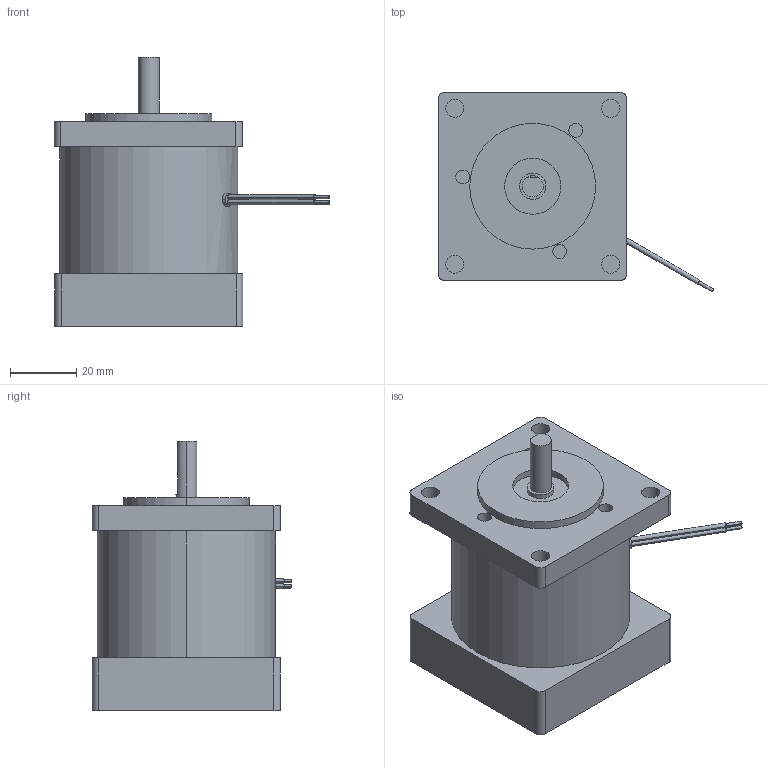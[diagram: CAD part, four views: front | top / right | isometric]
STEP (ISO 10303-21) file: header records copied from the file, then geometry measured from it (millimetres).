
FILE_DESCRIPTION (( 'STEP AP214' ), '1' );
FILE_NAME ('BPC-023-24-026, Brake 57 mm 0.8 N-m.STEP', '2023-06-26T18:10:50', ( '' ), ( '' ), 'SwSTEP 2.0', 'SolidWorks 2019', '' );
FILE_SCHEMA (( 'AUTOMOTIVE_DESIGN' ));
Length unit declared in the file: millimetre
Products named in the file (1): BPC-023-24-026, Brake 57 mm 0.8 N-m
Bounding box: 83.41 x 60.43 x 81.5 mm (x, y, z)
Volume: 154230.8 mm3; surface area: 26120.9 mm2
Topology: 2 solids, 2 shells, 130 faces, 318 edges, 205 vertices
Faces by surface type: cylinder 72, plane 46, cone 12
Entity records: 3995 total; most frequent: CARTESIAN_POINT 775, DIRECTION 712, ORIENTED_EDGE 620, EDGE_CURVE 310, AXIS2_PLACEMENT_3D 282, VERTEX_POINT 205, EDGE_LOOP 161, CIRCLE 151
